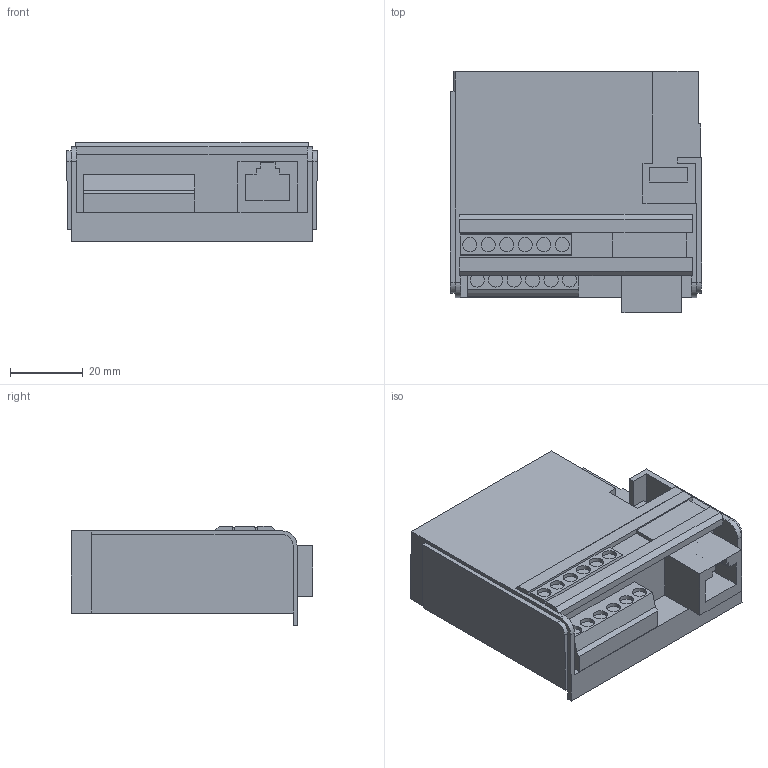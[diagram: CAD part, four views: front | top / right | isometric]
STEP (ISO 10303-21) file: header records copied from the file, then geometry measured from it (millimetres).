
FILE_DESCRIPTION (( 'STEP AP214' ), '1' );
FILE_NAME ('12892816.STEP', '2025-04-07T17:58:09', ( '' ), ( '' ), 'SwSTEP 2.0', 'SolidWorks 2021', '' );
FILE_SCHEMA (( 'AUTOMOTIVE_DESIGN' ));
Length unit declared in the file: inch
Products named in the file (1): 12892816
Bounding box: 69.02 x 66.47 x 27.35 mm (x, y, z)
Volume: 74067.3 mm3; surface area: 18619.2 mm2
Topology: 1 solids, 1 shells, 129 faces, 330 edges, 218 vertices
Faces by surface type: plane 101, cylinder 28
Entity records: 3912 total; most frequent: CARTESIAN_POINT 690, ORIENTED_EDGE 660, DIRECTION 640, EDGE_CURVE 330, VECTOR 272, LINE 272, VERTEX_POINT 218, AXIS2_PLACEMENT_3D 184
